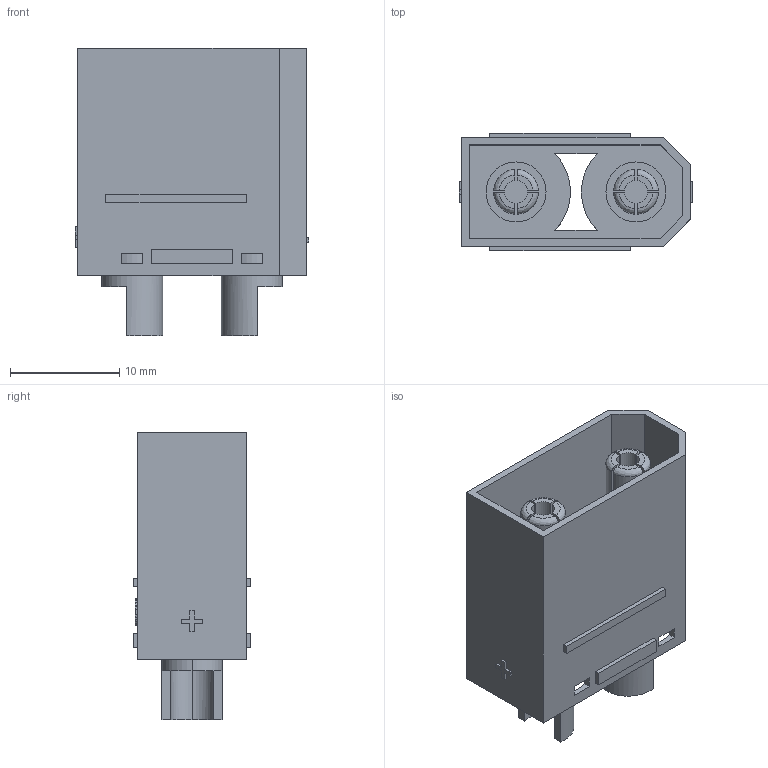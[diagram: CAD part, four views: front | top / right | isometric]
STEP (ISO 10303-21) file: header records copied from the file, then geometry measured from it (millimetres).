
FILE_DESCRIPTION (( 'STEP AP214' ), '1' );
FILE_NAME ('08C00A4E-AD8B-46F1-AF2B-C812F6EF5C33.STEP', '2023-04-18T20:07:50', ( '' ), ( '' ), 'SwSTEP 2.0', 'SolidWorks 2022', '' );
FILE_SCHEMA (( 'AUTOMOTIVE_DESIGN' ));
Length unit declared in the file: millimetre
Products named in the file (1): 08C00A4E-AD8B-46F1-AF2B-C812F6EF5C33
Bounding box: 21.4 x 10.8 x 26.4 mm (x, y, z)
Volume: 1773.9 mm3; surface area: 3901.8 mm2
Topology: 1 solids, 1 shells, 282 faces, 759 edges, 506 vertices
Faces by surface type: plane 239, cylinder 35, bspline 8
Entity records: 9689 total; most frequent: CARTESIAN_POINT 1772, ORIENTED_EDGE 1518, DIRECTION 1371, EDGE_CURVE 759, LINE 649, VECTOR 649, VERTEX_POINT 506, AXIS2_PLACEMENT_3D 361
